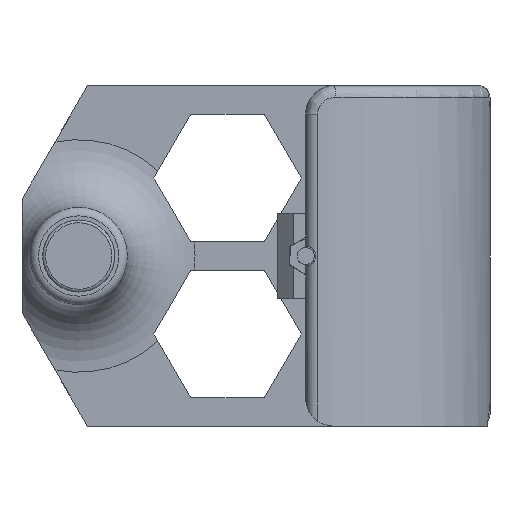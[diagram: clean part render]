
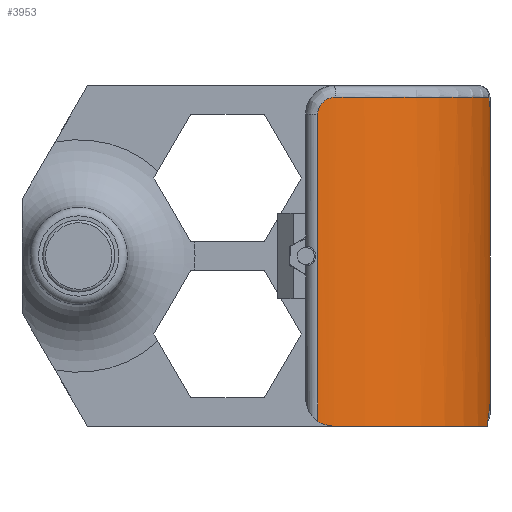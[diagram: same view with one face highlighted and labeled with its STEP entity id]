
A CAD part, front view. The second image highlights one B-rep face of the part: STEP entity #3953.
In plain terms, the highlighted cylindrical face has radius 32.5 mm (diameter 65 mm), a partial arc.
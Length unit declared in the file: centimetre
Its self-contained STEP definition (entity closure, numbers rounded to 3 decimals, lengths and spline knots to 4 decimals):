
#992=ELLIPSE('',#4096,4.457,3.25);
#997=ELLIPSE('',#4130,4.457,3.25);
#1001=VECTOR('',#4368,1.);
#1025=VECTOR('',#4478,1.);
#1339=LINE('',#5262,#1001);
#1363=LINE('',#5884,#1025);
#1695=CYLINDRICAL_SURFACE('',#4168,3.25);
#1717=B_SPLINE_CURVE_WITH_KNOTS('',3,(#5195,#5196,#5197,#5198,#5199,#5200,
#5201,#5202,#5203,#5204),.UNSPECIFIED.,.F.,.U.,(4,2,2,2,4),(0.,0.1593,
0.3138,0.4103,0.4707),.UNSPECIFIED.);
#1730=B_SPLINE_CURVE_WITH_KNOTS('',3,(#5950,#5951,#5952,#5953,#5954,#5955,
#5956,#5957,#5958,#5959,#5960,#5961,#5962,#5963,#5964,#5965,#5966,#5967,
#5968,#5969,#5970,#5971,#5972,#5973,#5974,#5975,#5976,#5977,#5978,#5979,
#5980,#5981,#5982,#5983),.UNSPECIFIED.,.T.,.U.,(4,2,2,2,2,2,2,2,2,2,2,2,
2,2,2,2,4),(0.,0.1888,0.3776,0.5705,0.7634,
0.9527,1.142,1.3304,1.5187,1.7071,
1.8955,2.0848,2.2741,2.467,2.6599,
2.8487,3.0375),.UNSPECIFIED.);
#1748=VERTEX_POINT('',#5103);
#1749=VERTEX_POINT('',#5105);
#1752=VERTEX_POINT('',#5194);
#1756=VERTEX_POINT('',#5261);
#1758=VERTEX_POINT('',#5267);
#1786=VERTEX_POINT('',#5749);
#1790=VERTEX_POINT('',#5864);
#1800=VERTEX_POINT('',#5949);
#2054=CIRCLE('',#4088,3.25);
#2089=CIRCLE('',#4169,3.25);
#2126=EDGE_CURVE('',#1748,#1749,#2054,.T.);
#2131=EDGE_CURVE('',#1752,#1748,#1717,.T.);
#2135=EDGE_CURVE('',#1756,#1752,#1339,.T.);
#2143=EDGE_CURVE('',#1749,#1758,#992,.T.);
#2188=EDGE_CURVE('',#1786,#1790,#997,.T.);
#2197=EDGE_CURVE('',#1786,#1758,#1363,.T.);
#2203=EDGE_CURVE('',#1800,#1756,#1730,.T.);
#2309=EDGE_CURVE('',#1800,#1790,#2089,.T.);
#2852=ORIENTED_EDGE('',*,*,#2188,.F.);
#2853=ORIENTED_EDGE('',*,*,#2197,.T.);
#2854=ORIENTED_EDGE('',*,*,#2143,.F.);
#2855=ORIENTED_EDGE('',*,*,#2126,.F.);
#2856=ORIENTED_EDGE('',*,*,#2131,.F.);
#2857=ORIENTED_EDGE('',*,*,#2135,.F.);
#2858=ORIENTED_EDGE('',*,*,#2203,.F.);
#2859=ORIENTED_EDGE('',*,*,#2309,.T.);
#3546=EDGE_LOOP('',(#2852,#2853,#2854,#2855,#2856,#2857,#2858,#2859));
#3753=FACE_BOUND('',#3546,.T.);
#3953=ADVANCED_FACE('',(#3753),#1695,.T.);
#4088=AXIS2_PLACEMENT_3D('',#5104,#4359,#4360);
#4096=AXIS2_PLACEMENT_3D('',#5383,#4380,#4381);
#4130=AXIS2_PLACEMENT_3D('',#5867,#4459,#4460);
#4168=AXIS2_PLACEMENT_3D('',#6264,#4617,#4618);
#4169=AXIS2_PLACEMENT_3D('',#6265,#4619,#4620);
#4359=DIRECTION('',(0.,0.,1.));
#4360=DIRECTION('',(2.368,-2.226,0.));
#4368=DIRECTION('',(0.,0.,1.));
#4380=DIRECTION('',(0.,0.684,0.729));
#4381=DIRECTION('',(0.,-3.25,3.05));
#4459=DIRECTION('',(0.,0.684,-0.729));
#4460=DIRECTION('',(0.,-3.25,-3.05));
#4478=DIRECTION('',(0.,0.,1.));
#4617=DIRECTION('',(0.,0.,1.));
#4618=DIRECTION('',(3.25,0.,0.));
#4619=DIRECTION('',(0.,0.,1.));
#4620=DIRECTION('',(3.25,0.,0.));
#5103=CARTESIAN_POINT('',(0.5328,-4.206,2.8));
#5104=CARTESIAN_POINT('',(0.,-1.,2.8));
#5105=CARTESIAN_POINT('',(3.2243,-1.4079,2.8));
#5194=CARTESIAN_POINT('',(0.2131,-4.243,2.5));
#5195=CARTESIAN_POINT('',(0.2131,-4.243,2.5));
#5196=CARTESIAN_POINT('',(0.2131,-4.243,2.5531));
#5197=CARTESIAN_POINT('',(0.2284,-4.2421,2.6061));
#5198=CARTESIAN_POINT('',(0.2854,-4.2376,2.6969));
#5199=CARTESIAN_POINT('',(0.3258,-4.234,2.7344));
#5200=CARTESIAN_POINT('',(0.4034,-4.225,2.7762));
#5201=CARTESIAN_POINT('',(0.4357,-4.2208,2.7876));
#5202=CARTESIAN_POINT('',(0.4903,-4.2129,2.798));
#5203=CARTESIAN_POINT('',(0.5116,-4.2095,2.8));
#5204=CARTESIAN_POINT('',(0.5328,-4.206,2.8));
#5261=CARTESIAN_POINT('',(0.2131,-4.243,-2.9095));
#5262=CARTESIAN_POINT('',(0.2131,-4.243,-3.));
#5267=CARTESIAN_POINT('',(3.25,-1.,2.4172));
#5383=CARTESIAN_POINT('',(0.,-1.,2.4172));
#5749=CARTESIAN_POINT('',(3.25,-1.,-2.4172));
#5864=CARTESIAN_POINT('',(3.1901,-1.6211,-3.));
#5867=CARTESIAN_POINT('',(0.,-1.,-2.4172));
#5884=CARTESIAN_POINT('',(3.25,-1.,-3.));
#5949=CARTESIAN_POINT('',(0.5,-4.2113,-3.));
#5950=CARTESIAN_POINT('',(1.,-4.0923,-2.5));
#5951=CARTESIAN_POINT('',(1.,-4.0923,-2.5629));
#5952=CARTESIAN_POINT('',(0.9874,-4.0965,-2.6298));
#5953=CARTESIAN_POINT('',(0.9367,-4.1122,-2.7523));
#5954=CARTESIAN_POINT('',(0.8987,-4.1236,-2.8079));
#5955=CARTESIAN_POINT('',(0.8108,-4.1476,-2.8967));
#5956=CARTESIAN_POINT('',(0.7545,-4.1618,-2.9355));
#5957=CARTESIAN_POINT('',(0.6309,-4.1888,-2.9872));
#5958=CARTESIAN_POINT('',(0.5635,-4.2014,-3.));
#5959=CARTESIAN_POINT('',(0.4377,-4.221,-3.));
#5960=CARTESIAN_POINT('',(0.3708,-4.2294,-2.9876));
#5961=CARTESIAN_POINT('',(0.2475,-4.2412,-2.9367));
#5962=CARTESIAN_POINT('',(0.191,-4.2447,-2.8981));
#5963=CARTESIAN_POINT('',(0.1021,-4.2487,-2.8092));
#5964=CARTESIAN_POINT('',(0.0636,-4.2495,-2.753));
#5965=CARTESIAN_POINT('',(0.0126,-4.2501,-2.6298));
#5966=CARTESIAN_POINT('',(0.,-4.25,-2.5628));
#5967=CARTESIAN_POINT('',(0.,-4.25,-2.4372));
#5968=CARTESIAN_POINT('',(0.0126,-4.2501,-2.3702));
#5969=CARTESIAN_POINT('',(0.0636,-4.2495,-2.247));
#5970=CARTESIAN_POINT('',(0.1021,-4.2487,-2.1908));
#5971=CARTESIAN_POINT('',(0.191,-4.2447,-2.1019));
#5972=CARTESIAN_POINT('',(0.2475,-4.2412,-2.0633));
#5973=CARTESIAN_POINT('',(0.3708,-4.2294,-2.0124));
#5974=CARTESIAN_POINT('',(0.4377,-4.221,-2.));
#5975=CARTESIAN_POINT('',(0.5635,-4.2014,-2.));
#5976=CARTESIAN_POINT('',(0.6309,-4.1888,-2.0128));
#5977=CARTESIAN_POINT('',(0.7545,-4.1618,-2.0645));
#5978=CARTESIAN_POINT('',(0.8108,-4.1476,-2.1033));
#5979=CARTESIAN_POINT('',(0.8987,-4.1236,-2.1921));
#5980=CARTESIAN_POINT('',(0.9367,-4.1122,-2.2477));
#5981=CARTESIAN_POINT('',(0.9874,-4.0965,-2.3702));
#5982=CARTESIAN_POINT('',(1.,-4.0923,-2.4371));
#5983=CARTESIAN_POINT('',(1.,-4.0923,-2.5));
#6264=CARTESIAN_POINT('',(0.,-1.,-3.));
#6265=CARTESIAN_POINT('',(0.,-1.,-3.));
